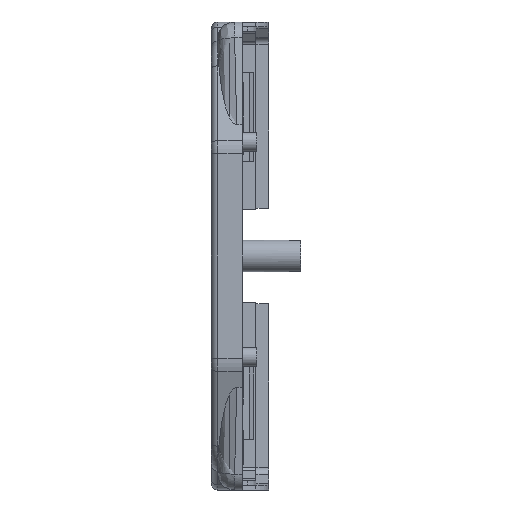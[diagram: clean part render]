
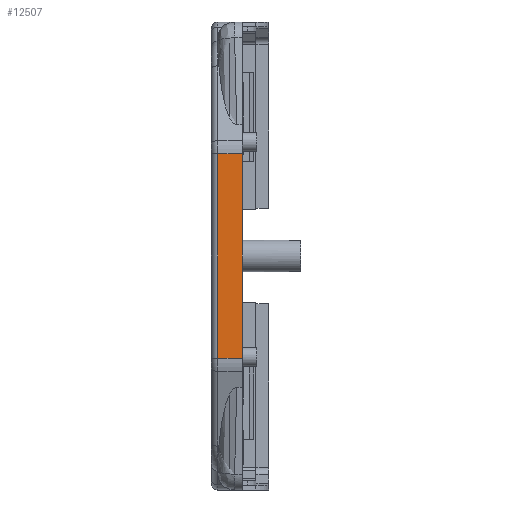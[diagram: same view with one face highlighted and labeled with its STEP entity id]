
A CAD part, left-side view. The second image highlights one B-rep face of the part: STEP entity #12507.
In plain terms, the highlighted planar face has unit normal (-1, 0, 0).
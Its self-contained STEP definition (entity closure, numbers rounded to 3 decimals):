
#953=PLANE('',#13486);
#1457=FACE_OUTER_BOUND('',#2200,.T.);
#2200=EDGE_LOOP('',(#9786,#9787,#9788,#9789));
#3171=LINE('',#21084,#4335);
#3173=LINE('',#21093,#4337);
#3174=LINE('',#21094,#4338);
#3175=LINE('',#21095,#4339);
#4335=VECTOR('',#15613,10.);
#4337=VECTOR('',#15621,10.);
#4338=VECTOR('',#15622,10.);
#4339=VECTOR('',#15623,10.);
#5860=VERTEX_POINT('',#21082);
#5861=VERTEX_POINT('',#21083);
#5864=VERTEX_POINT('',#21091);
#5865=VERTEX_POINT('',#21092);
#7330=EDGE_CURVE('',#5860,#5861,#3171,.T.);
#7334=EDGE_CURVE('',#5864,#5865,#3173,.T.);
#7335=EDGE_CURVE('',#5861,#5865,#3174,.T.);
#7336=EDGE_CURVE('',#5860,#5864,#3175,.T.);
#9786=ORIENTED_EDGE('',*,*,#7334,.T.);
#9787=ORIENTED_EDGE('',*,*,#7335,.F.);
#9788=ORIENTED_EDGE('',*,*,#7330,.F.);
#9789=ORIENTED_EDGE('',*,*,#7336,.T.);
#12507=ADVANCED_FACE('',(#1457),#953,.T.);
#13486=AXIS2_PLACEMENT_3D('',#21090,#15619,#15620);
#15613=DIRECTION('',(0.,1.,0.));
#15619=DIRECTION('center_axis',(-1.,0.,0.));
#15620=DIRECTION('ref_axis',(0.,1.,0.));
#15621=DIRECTION('',(0.,1.,0.));
#15622=DIRECTION('',(0.,0.,1.));
#15623=DIRECTION('',(0.,0.,1.));
#21082=CARTESIAN_POINT('',(-94.,-4.399,-16.175));
#21083=CARTESIAN_POINT('',(-94.,-0.5,-16.175));
#21084=CARTESIAN_POINT('',(-94.,-9.75,-16.175));
#21090=CARTESIAN_POINT('Origin',(-94.,-19.5,0.));
#21091=CARTESIAN_POINT('',(-94.,-4.399,16.175));
#21092=CARTESIAN_POINT('',(-94.,-0.5,16.175));
#21093=CARTESIAN_POINT('',(-94.,-9.75,16.175));
#21094=CARTESIAN_POINT('',(-94.,-0.5,0.));
#21095=CARTESIAN_POINT('',(-94.,-4.399,0.));
